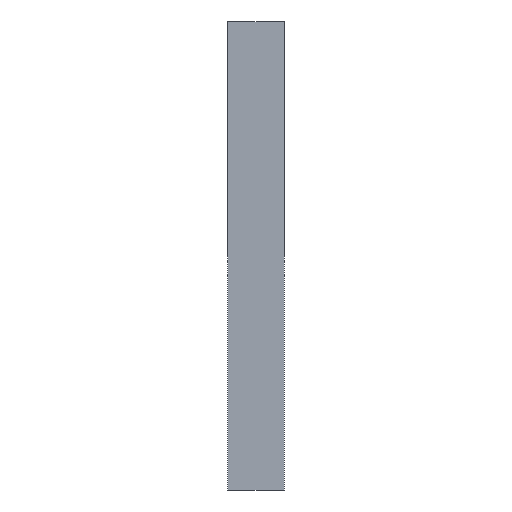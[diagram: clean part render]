
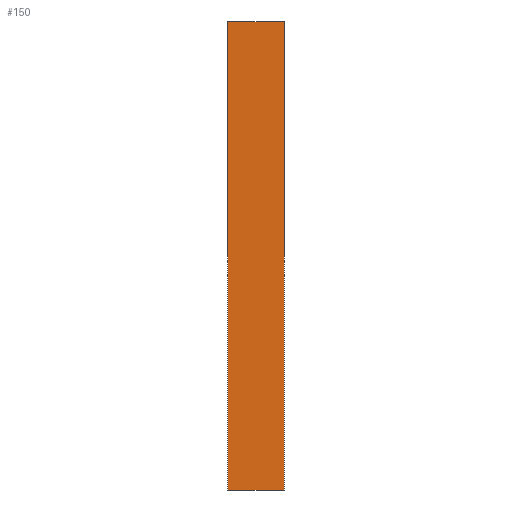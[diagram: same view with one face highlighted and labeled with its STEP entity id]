
A CAD part, front view. The second image highlights one B-rep face of the part: STEP entity #150.
In plain terms, the highlighted planar face has unit normal (0, -1, 0).
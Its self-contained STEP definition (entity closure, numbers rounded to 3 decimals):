
#22=PLANE('',#174);
#30=FACE_OUTER_BOUND('',#38,.T.);
#38=EDGE_LOOP('',(#127,#128,#129,#130));
#48=LINE('',#235,#62);
#56=LINE('',#250,#70);
#57=LINE('',#252,#71);
#58=LINE('',#253,#72);
#62=VECTOR('',#196,10.);
#70=VECTOR('',#208,10.);
#71=VECTOR('',#211,10.);
#72=VECTOR('',#212,10.);
#81=VERTEX_POINT('',#231);
#83=VERTEX_POINT('',#234);
#87=VERTEX_POINT('',#246);
#88=VERTEX_POINT('',#248);
#96=EDGE_CURVE('',#81,#83,#48,.T.);
#104=EDGE_CURVE('',#87,#88,#56,.T.);
#105=EDGE_CURVE('',#87,#81,#57,.T.);
#106=EDGE_CURVE('',#83,#88,#58,.T.);
#127=ORIENTED_EDGE('',*,*,#105,.F.);
#128=ORIENTED_EDGE('',*,*,#104,.T.);
#129=ORIENTED_EDGE('',*,*,#106,.F.);
#130=ORIENTED_EDGE('',*,*,#96,.F.);
#150=ADVANCED_FACE('',(#30),#22,.T.);
#174=AXIS2_PLACEMENT_3D('',#251,#209,#210);
#196=DIRECTION('',(1.,0.,0.));
#208=DIRECTION('',(1.,0.,0.));
#209=DIRECTION('center_axis',(0.,-1.,0.));
#210=DIRECTION('ref_axis',(0.,0.,-1.));
#211=DIRECTION('',(0.,0.,1.));
#212=DIRECTION('',(0.,0.,-1.));
#231=CARTESIAN_POINT('',(-383.25,-204.259,512.));
#234=CARTESIAN_POINT('',(-380.25,-204.259,512.));
#235=CARTESIAN_POINT('',(-383.25,-204.259,512.));
#246=CARTESIAN_POINT('',(-383.25,-204.259,487.));
#248=CARTESIAN_POINT('',(-380.25,-204.259,487.));
#250=CARTESIAN_POINT('',(-383.25,-204.259,487.));
#251=CARTESIAN_POINT('Origin',(-383.25,-204.259,512.));
#252=CARTESIAN_POINT('',(-383.25,-204.259,487.));
#253=CARTESIAN_POINT('',(-380.25,-204.259,487.));
